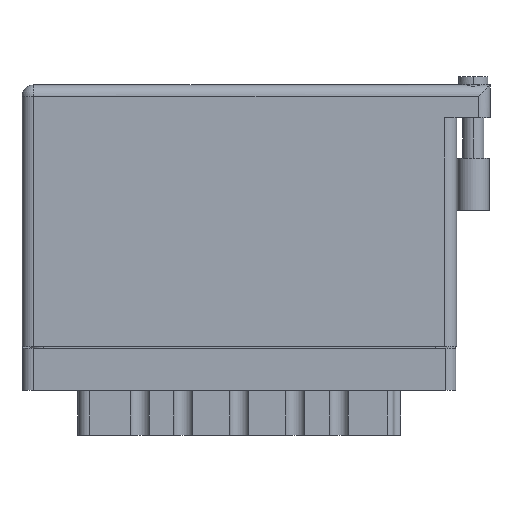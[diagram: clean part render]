
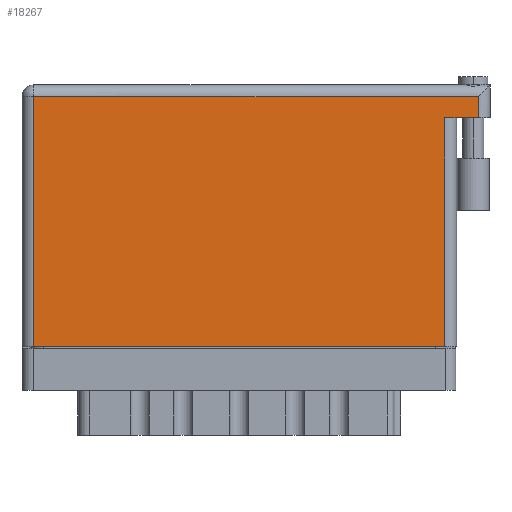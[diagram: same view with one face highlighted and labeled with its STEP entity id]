
A CAD part, front view. The second image highlights one B-rep face of the part: STEP entity #18267.
In plain terms, the highlighted face is planar.
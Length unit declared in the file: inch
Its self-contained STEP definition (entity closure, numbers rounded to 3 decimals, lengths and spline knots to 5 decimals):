
#418 = LINE ( 'NONE', #34447, #4169 ) ;
#541 = AXIS2_PLACEMENT_3D ( 'NONE', #32419, #39122, #28633 ) ;
#907 = DIRECTION ( 'NONE',  ( -1., 0., 0. ) ) ;
#1732 = ORIENTED_EDGE ( 'NONE', *, *, #35199, .T. ) ;
#2496 = VERTEX_POINT ( 'NONE', #31254 ) ;
#2927 = DIRECTION ( 'NONE',  ( -1., 0., 0. ) ) ;
#3394 = VERTEX_POINT ( 'NONE', #8034 ) ;
#3961 = ORIENTED_EDGE ( 'NONE', *, *, #4645, .T. ) ;
#4169 = VECTOR ( 'NONE', #20426, 39.37008 ) ;
#4645 = EDGE_CURVE ( 'NONE', #3394, #2496, #31532, .T. ) ;
#5309 = VERTEX_POINT ( 'NONE', #37667 ) ;
#6816 = CARTESIAN_POINT ( 'NONE',  ( 0., 1.496, 0. ) ) ;
#7416 = VERTEX_POINT ( 'NONE', #21310 ) ;
#8034 = CARTESIAN_POINT ( 'NONE',  ( 0.07, 0., 0. ) ) ;
#8400 = DIRECTION ( 'NONE',  ( 1., 0., 0. ) ) ;
#10074 = ORIENTED_EDGE ( 'NONE', *, *, #25046, .T. ) ;
#10924 = EDGE_LOOP ( 'NONE', ( #3961, #1732, #22319, #27649, #22880, #10074 ) ) ;
#11809 = VECTOR ( 'NONE', #907, 39.37008 ) ;
#11941 = DIRECTION ( 'NONE',  ( 0., -1., 0. ) ) ;
#12847 = CARTESIAN_POINT ( 'NONE',  ( 0.07, 1.496, 0. ) ) ;
#12992 = CARTESIAN_POINT ( 'NONE',  ( 2.73, 1.369, 0. ) ) ;
#14739 = LINE ( 'NONE', #6816, #30948 ) ;
#15493 = VERTEX_POINT ( 'NONE', #12992 ) ;
#17879 = LINE ( 'NONE', #25400, #42194 ) ;
#18267 = ADVANCED_FACE ( 'NONE', ( #41716 ), #21848, .F. ) ;
#20426 = DIRECTION ( 'NONE',  ( 0., 1., 0. ) ) ;
#21310 = CARTESIAN_POINT ( 'NONE',  ( 2.53, 1.369, 0. ) ) ;
#21848 = PLANE ( 'NONE',  #541 ) ;
#21867 = CARTESIAN_POINT ( 'NONE',  ( 2.8, 1.369, 0. ) ) ;
#22319 = ORIENTED_EDGE ( 'NONE', *, *, #34253, .F. ) ;
#22880 = ORIENTED_EDGE ( 'NONE', *, *, #29155, .T. ) ;
#24771 = LINE ( 'NONE', #21867, #11809 ) ;
#25046 = EDGE_CURVE ( 'NONE', #44285, #3394, #17879, .T. ) ;
#25361 = VECTOR ( 'NONE', #38858, 39.37008 ) ;
#25400 = CARTESIAN_POINT ( 'NONE',  ( 0.07, 0., 0. ) ) ;
#26960 = LINE ( 'NONE', #35340, #25361 ) ;
#27649 = ORIENTED_EDGE ( 'NONE', *, *, #41656, .T. ) ;
#28270 = VECTOR ( 'NONE', #8400, 39.37008 ) ;
#28633 = DIRECTION ( 'NONE',  ( -1., 0., 0. ) ) ;
#29155 = EDGE_CURVE ( 'NONE', #5309, #44285, #14739, .T. ) ;
#30948 = VECTOR ( 'NONE', #2927, 39.37008 ) ;
#31254 = CARTESIAN_POINT ( 'NONE',  ( 2.53, 0., 0. ) ) ;
#31532 = LINE ( 'NONE', #42866, #28270 ) ;
#32419 = CARTESIAN_POINT ( 'NONE',  ( 0., 1.566, 0. ) ) ;
#34253 = EDGE_CURVE ( 'NONE', #15493, #7416, #24771, .T. ) ;
#34447 = CARTESIAN_POINT ( 'NONE',  ( 2.53, 1.369, 0. ) ) ;
#35199 = EDGE_CURVE ( 'NONE', #2496, #7416, #418, .T. ) ;
#35340 = CARTESIAN_POINT ( 'NONE',  ( 2.73, 1.566, 0. ) ) ;
#37667 = CARTESIAN_POINT ( 'NONE',  ( 2.73, 1.496, 0. ) ) ;
#38858 = DIRECTION ( 'NONE',  ( 0., 1., 0. ) ) ;
#39122 = DIRECTION ( 'NONE',  ( 0., 0., -1. ) ) ;
#41656 = EDGE_CURVE ( 'NONE', #15493, #5309, #26960, .T. ) ;
#41716 = FACE_OUTER_BOUND ( 'NONE', #10924, .T. ) ;
#42194 = VECTOR ( 'NONE', #11941, 39.37008 ) ;
#42866 = CARTESIAN_POINT ( 'NONE',  ( 0., 0., 0. ) ) ;
#44285 = VERTEX_POINT ( 'NONE', #12847 ) ;
